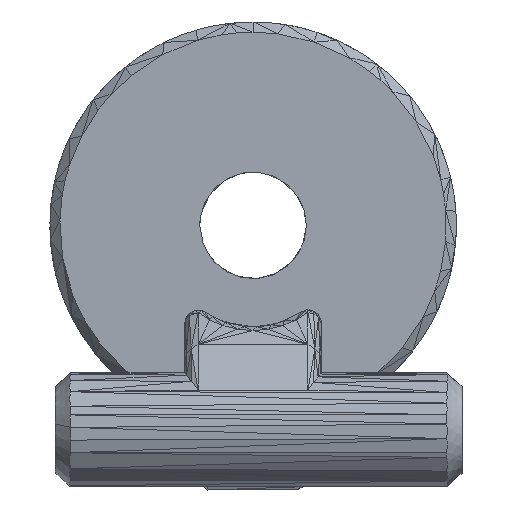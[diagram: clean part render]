
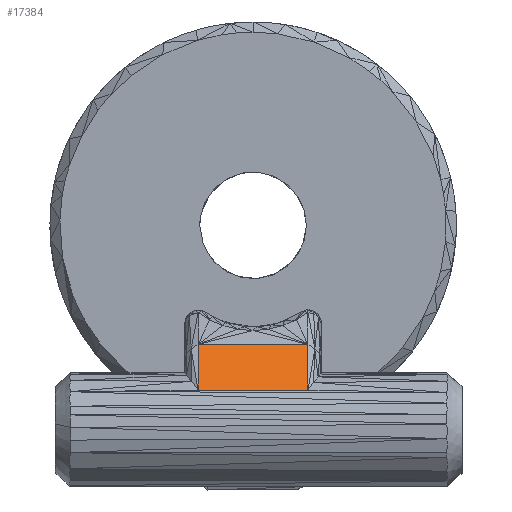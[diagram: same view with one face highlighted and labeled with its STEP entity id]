
A CAD part, front view. The second image highlights one B-rep face of the part: STEP entity #17384.
In plain terms, the highlighted planar face has unit normal (0, -0.769, 0.639).
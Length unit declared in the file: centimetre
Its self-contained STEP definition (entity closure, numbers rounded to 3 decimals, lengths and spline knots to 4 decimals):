
#1188=FACE_OUTER_BOUND($,#2489,.T.);
#2489=EDGE_LOOP($,(#13686,#13687,#13688,#13689));
#4093=LINE($,#31484,#6198);
#4101=LINE($,#31500,#6206);
#4316=LINE($,#32120,#6421);
#4359=LINE($,#32204,#6464);
#6198=VECTOR($,#21736,0.1171);
#6206=VECTOR($,#21752,0.1171);
#6421=VECTOR($,#22257,0.216);
#6464=VECTOR($,#22366,0.216);
#7739=VERTEX_POINT($,#31393);
#7760=VERTEX_POINT($,#31482);
#7761=VERTEX_POINT($,#31486);
#7764=VERTEX_POINT($,#31498);
#9531=EDGE_CURVE($,#7760,#7739,#4093,.T.);
#9539=EDGE_CURVE($,#7761,#7764,#4101,.T.);
#9761=EDGE_CURVE($,#7764,#7760,#4316,.T.);
#9804=EDGE_CURVE($,#7761,#7739,#4359,.T.);
#13686=ORIENTED_EDGE($,*,*,#9761,.F.);
#13687=ORIENTED_EDGE($,*,*,#9539,.F.);
#13688=ORIENTED_EDGE($,*,*,#9804,.T.);
#13689=ORIENTED_EDGE($,*,*,#9531,.F.);
#16084=PLANE($,#18682);
#17384=ADVANCED_FACE($,(#1188),#16084,.T.);
#18682=AXIS2_PLACEMENT_3D($,#32203,#22364,#22365);
#21736=DIRECTION($,(0.,-0.639,-0.769));
#21752=DIRECTION($,(0.,0.639,0.769));
#22257=DIRECTION($,(1.,0.,0.));
#22364=DIRECTION('center_axis',(0.,-0.769,
0.639));
#22365=DIRECTION('ref_axis',(1.,0.,0.));
#22366=DIRECTION($,(1.,0.,0.));
#31393=CARTESIAN_POINT('',(-16.8336,13.1587,-0.2578));
#31482=CARTESIAN_POINT('',(-16.8336,13.2335,-0.1677));
#31484=CARTESIAN_POINT($,(-16.8336,13.2335,-0.1677));
#31486=CARTESIAN_POINT('',(-17.0496,13.1587,-0.2578));
#31498=CARTESIAN_POINT('',(-17.0496,13.2335,-0.1677));
#31500=CARTESIAN_POINT($,(-17.0496,13.1587,-0.2578));
#32120=CARTESIAN_POINT($,(-17.0496,13.2335,-0.1677));
#32203=CARTESIAN_POINT('Origin',(-16.9634,13.2101,-0.196));
#32204=CARTESIAN_POINT($,(-17.0496,13.1587,-0.2578));
